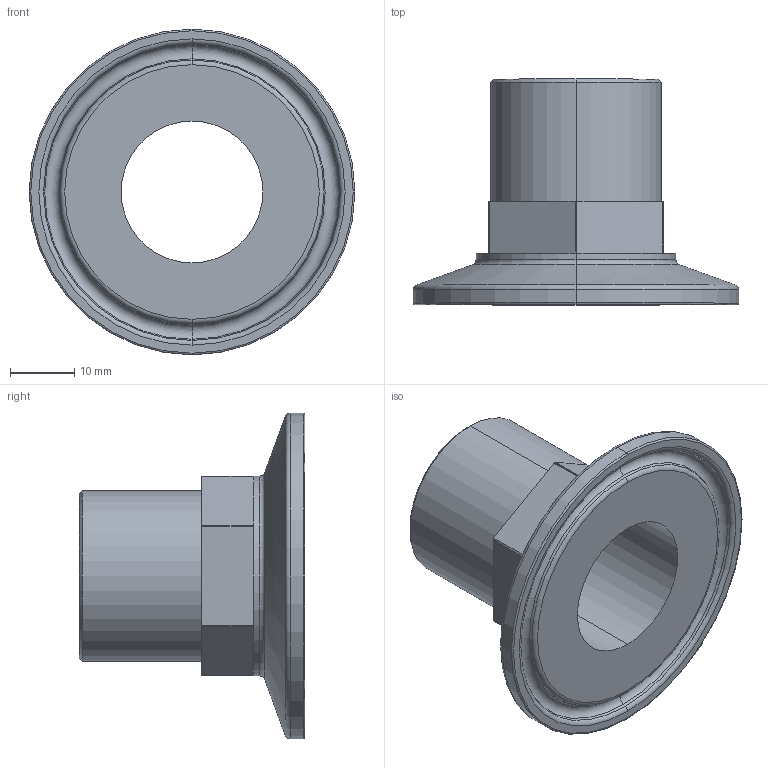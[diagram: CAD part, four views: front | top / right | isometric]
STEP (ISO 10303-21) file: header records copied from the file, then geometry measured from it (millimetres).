
FILE_DESCRIPTION (( 'STEP AP203' ), '1' );
FILE_NAME ('106.0750.050.STEP', '2022-05-09T08:12:52', ( '' ), ( '' ), 'SwSTEP 2.0', 'SolidWorks 2021', '' );
FILE_SCHEMA (( 'CONFIG_CONTROL_DESIGN' ));
Length unit declared in the file: millimetre
Products named in the file (1): 106.0750.050
Bounding box: 50.5 x 35 x 50.5 mm (x, y, z)
Volume: 13317 mm3; surface area: 8803.9 mm2
Topology: 1 solids, 1 shells, 44 faces, 100 edges, 60 vertices
Faces by surface type: plane 16, torus 12, cone 8, cylinder 8
Entity records: 1325 total; most frequent: DIRECTION 250, CARTESIAN_POINT 205, ORIENTED_EDGE 200, AXIS2_PLACEMENT_3D 105, EDGE_CURVE 100, VERTEX_POINT 60, CIRCLE 60, EDGE_LOOP 48
